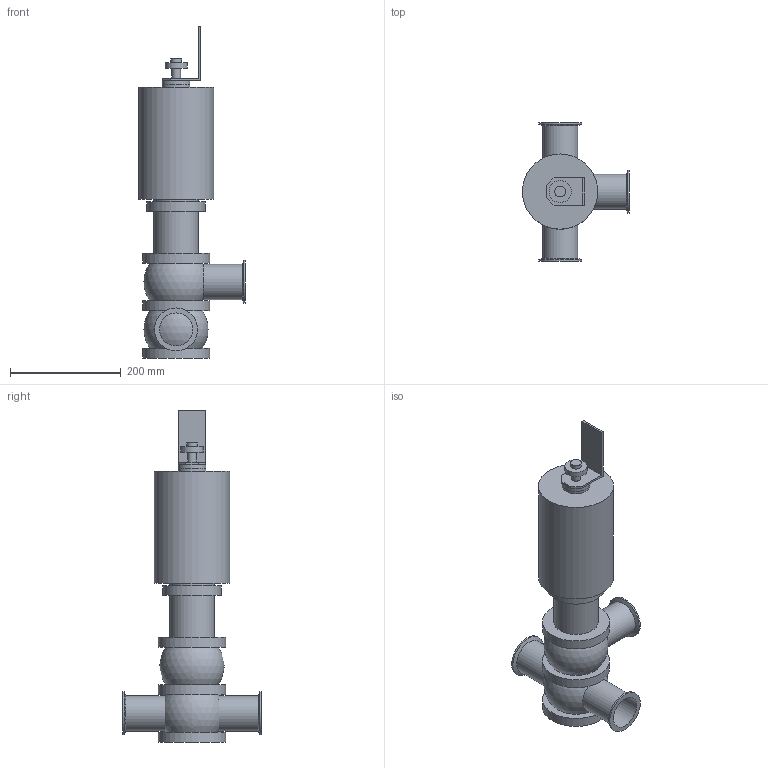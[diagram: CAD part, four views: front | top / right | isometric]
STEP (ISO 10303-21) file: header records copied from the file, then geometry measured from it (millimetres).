
FILE_DESCRIPTION(/* description */ (''),/* implementation_level */ '2;1');
FILE_NAME(/* name */ 'SMC2B_25.stp',/* time_stamp */ '2021-08-23T11:46:25+09:00',/* author */ ('m'),/* organization */ (''),/* preprocessor_version */ 'ST-DEVELOPER v18.1',/* originating_system */ 'Autodesk Inventor 2021',/* authorisation */ '');
FILE_SCHEMA (('AUTOMOTIVE_DESIGN { 1 0 10303 214 3 1 1 }'));
Length unit declared in the file: millimetre
Products named in the file (3): SMC2B_25; SMC2B13MJ000-1P(NM)-C-CXC--304-E9D-25; SQLS [SW=0]
Assembly tree (2 placements, depth 2):
  SMC2B_25
    SMC2B13MJ000-1P(NM)-C-CXC--304-E9D-25
    SQLS [SW=0]
Bounding box: 192.75 x 250 x 598.25 mm (x, y, z)
Volume: 5522859.1 mm3; surface area: 369022.5 mm2
Topology: 2 solids, 2 shells, 58 faces, 101 edges, 64 vertices
Faces by surface type: plane 29, cylinder 21, sphere 5, cone 3
Full cylindrical faces by diameter (mm): 16 x1, 19.5 x1, 40 x1, 50 x2, 59.5 x3, 63.5 x3, 77.5 x3, 80 x2, 105 x1, 121 x3, 135.5 x1
Entity records: 1510 total; most frequent: DIRECTION 277, CARTESIAN_POINT 228, ORIENTED_EDGE 202, AXIS2_PLACEMENT_3D 113, EDGE_CURVE 101, EDGE_LOOP 75, VERTEX_POINT 64, FACE_OUTER_BOUND 58
